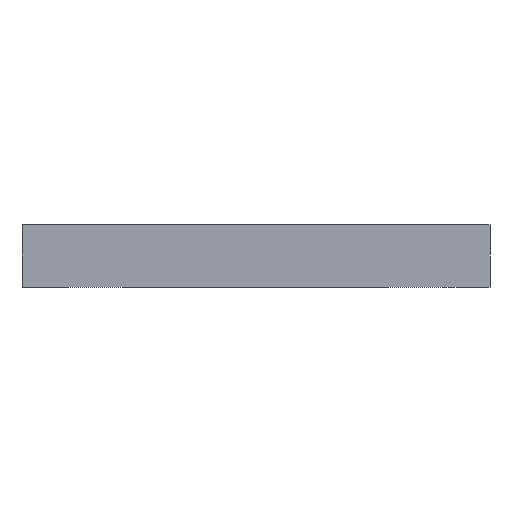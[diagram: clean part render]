
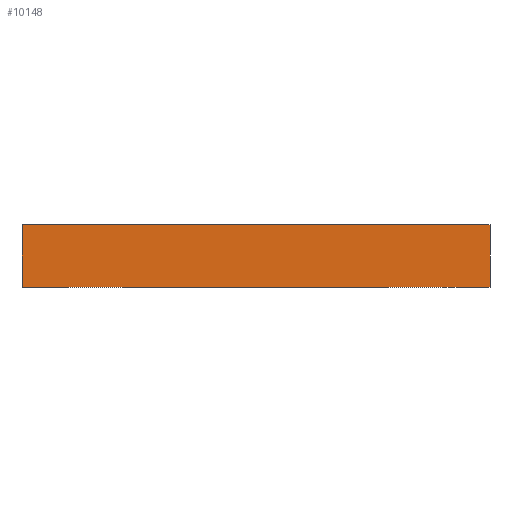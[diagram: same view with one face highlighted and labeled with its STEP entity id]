
A CAD part, front view. The second image highlights one B-rep face of the part: STEP entity #10148.
In plain terms, the highlighted planar face has unit normal (0, -1, 0).
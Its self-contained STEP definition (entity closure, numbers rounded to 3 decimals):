
#424 = PLANE ( 'NONE',  #13000 ) ;
#569 = CARTESIAN_POINT ( 'NONE',  ( 3., -2.5, 0.8 ) ) ;
#1267 = VERTEX_POINT ( 'NONE', #4012 ) ;
#1797 = ORIENTED_EDGE ( 'NONE', *, *, #18586, .F. ) ;
#2096 = VECTOR ( 'NONE', #10016, 1000. ) ;
#2130 = LINE ( 'NONE', #569, #6044 ) ;
#2466 = EDGE_CURVE ( 'NONE', #13585, #13894, #15877, .T. ) ;
#4012 = CARTESIAN_POINT ( 'NONE',  ( -3., -2.5, 0.8 ) ) ;
#4972 = EDGE_CURVE ( 'NONE', #1267, #13585, #8342, .T. ) ;
#5139 = CARTESIAN_POINT ( 'NONE',  ( -3., -2.5, 0.8 ) ) ;
#6044 = VECTOR ( 'NONE', #13322, 1000. ) ;
#6993 = ORIENTED_EDGE ( 'NONE', *, *, #4972, .T. ) ;
#7097 = CARTESIAN_POINT ( 'NONE',  ( -3., -2.5, 0. ) ) ;
#7253 = CARTESIAN_POINT ( 'NONE',  ( 3., -2.5, 0.8 ) ) ;
#7502 = VECTOR ( 'NONE', #9322, 1000. ) ;
#8026 = CARTESIAN_POINT ( 'NONE',  ( 3., -2.5, 0.8 ) ) ;
#8342 = LINE ( 'NONE', #5139, #2096 ) ;
#8811 = ORIENTED_EDGE ( 'NONE', *, *, #2466, .T. ) ;
#9228 = CARTESIAN_POINT ( 'NONE',  ( 3., -2.5, 0. ) ) ;
#9322 = DIRECTION ( 'NONE',  ( 1., 0., 0. ) ) ;
#10016 = DIRECTION ( 'NONE',  ( 0., 0., -1. ) ) ;
#10148 = ADVANCED_FACE ( 'NONE', ( #10188 ), #424, .F. ) ;
#10188 = FACE_OUTER_BOUND ( 'NONE', #13680, .T. ) ;
#10665 = VECTOR ( 'NONE', #12777, 1000. ) ;
#10700 = EDGE_CURVE ( 'NONE', #1267, #19588, #11273, .T. ) ;
#11273 = LINE ( 'NONE', #8026, #10665 ) ;
#12467 = ORIENTED_EDGE ( 'NONE', *, *, #10700, .F. ) ;
#12777 = DIRECTION ( 'NONE',  ( 1., 0., 0. ) ) ;
#13000 = AXIS2_PLACEMENT_3D ( 'NONE', #19600, #19401, #13368 ) ;
#13322 = DIRECTION ( 'NONE',  ( 0., 0., -1. ) ) ;
#13368 = DIRECTION ( 'NONE',  ( -1., 0., 0. ) ) ;
#13585 = VERTEX_POINT ( 'NONE', #7097 ) ;
#13680 = EDGE_LOOP ( 'NONE', ( #8811, #1797, #12467, #6993 ) ) ;
#13894 = VERTEX_POINT ( 'NONE', #9228 ) ;
#15877 = LINE ( 'NONE', #19140, #7502 ) ;
#18586 = EDGE_CURVE ( 'NONE', #19588, #13894, #2130, .T. ) ;
#19140 = CARTESIAN_POINT ( 'NONE',  ( 3., -2.5, 0. ) ) ;
#19401 = DIRECTION ( 'NONE',  ( 0., 1., 0. ) ) ;
#19588 = VERTEX_POINT ( 'NONE', #7253 ) ;
#19600 = CARTESIAN_POINT ( 'NONE',  ( 3., -2.5, 0.8 ) ) ;
